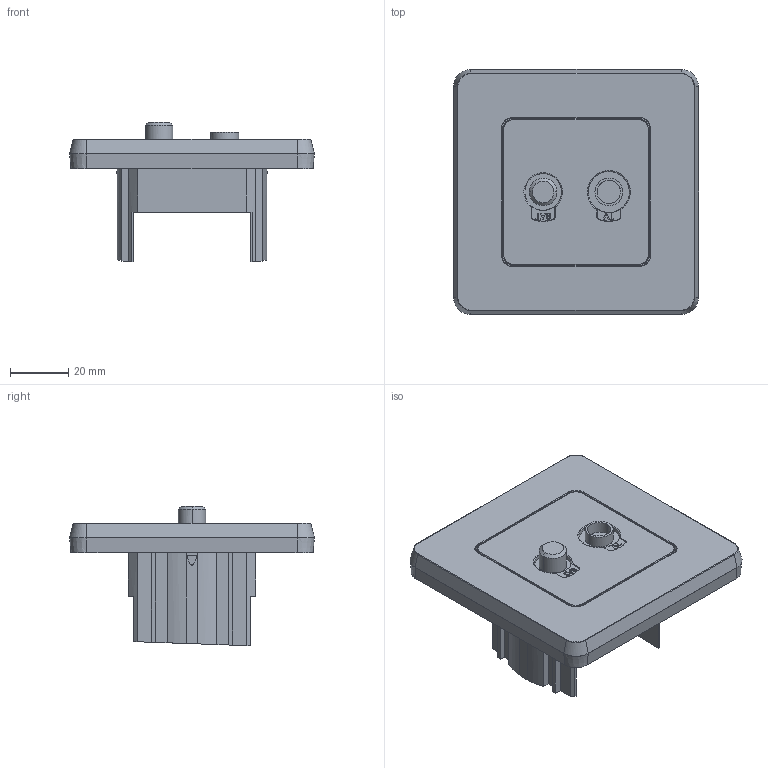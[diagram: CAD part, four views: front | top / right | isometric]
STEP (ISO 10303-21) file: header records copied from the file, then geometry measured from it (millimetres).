
FILE_DESCRIPTION (( 'STEP AP203' ), '1' );
FILE_NAME ('ðîç TV SAT.STEP', '2025-05-27T13:02:26', ( '' ), ( '' ), 'SwSTEP 2.0', 'SolidWorks 2022', '' );
FILE_SCHEMA (( 'CONFIG_CONTROL_DESIGN' ));
Length unit declared in the file: millimetre
Products named in the file (1): роз TV SAT
Bounding box: 84 x 84 x 47.79 mm (x, y, z)
Volume: 103369.9 mm3; surface area: 24564.7 mm2
Topology: 2 solids, 2 shells, 239 faces, 605 edges, 385 vertices
Faces by surface type: plane 119, cylinder 44, bspline 38, cone 20, torus 18
Entity records: 10714 total; most frequent: CARTESIAN_POINT 6202, ORIENTED_EDGE 1210, EDGE_CURVE 605, B_SPLINE_CURVE_WITH_KNOTS 589, DIRECTION 424, VERTEX_POINT 385, EDGE_LOOP 256, FACE_OUTER_BOUND 239
